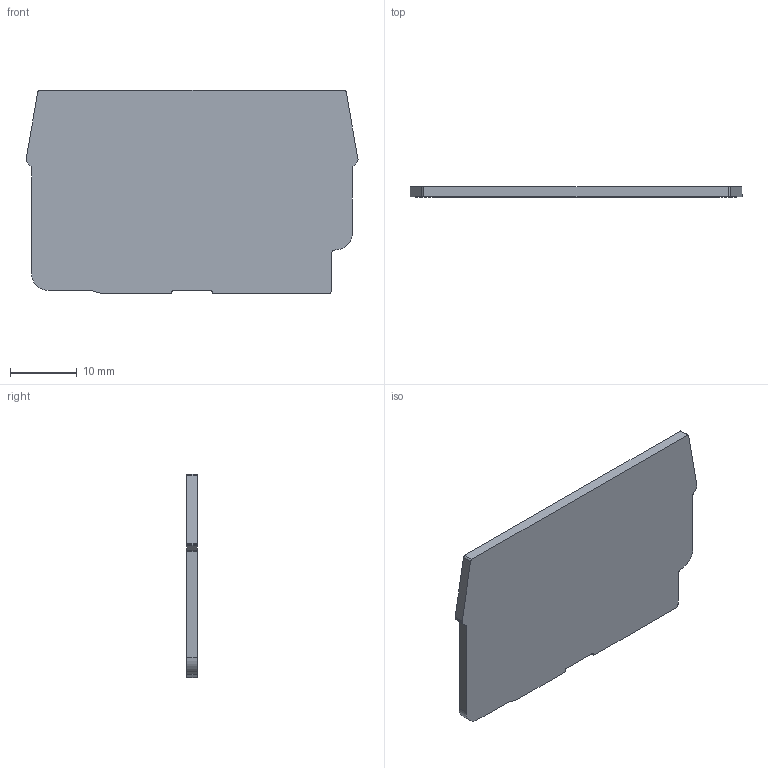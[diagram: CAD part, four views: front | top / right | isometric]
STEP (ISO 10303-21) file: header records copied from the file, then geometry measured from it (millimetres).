
FILE_DESCRIPTION (( 'STEP AP203' ), '1' );
FILE_NAME ('YCT20-00-K03-002-ZGL Çàãëóøêà äëÿ CP 2,5ìì2 ñåðàÿ IEK.STEP', '2024-10-23T10:04:26', ( '' ), ( '' ), 'SwSTEP 2.0', 'SolidWorks 2022', '' );
FILE_SCHEMA (( 'CONFIG_CONTROL_DESIGN' ));
Length unit declared in the file: millimetre
Products named in the file (1): YCT20-00-K03-002-ZGL Заглушка для CP 2,5мм2 серая IEK
Bounding box: 49.7 x 1.5 x 30.5 mm (x, y, z)
Volume: 2149 mm3; surface area: 3095.8 mm2
Topology: 1 solids, 1 shells, 33 faces, 93 edges, 62 vertices
Faces by surface type: plane 19, cylinder 14
Entity records: 1152 total; most frequent: DIRECTION 189, CARTESIAN_POINT 189, ORIENTED_EDGE 186, EDGE_CURVE 93, VECTOR 65, LINE 65, VERTEX_POINT 62, AXIS2_PLACEMENT_3D 62
